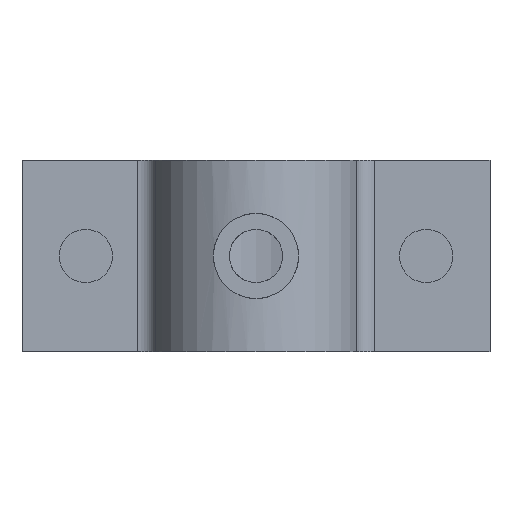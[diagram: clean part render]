
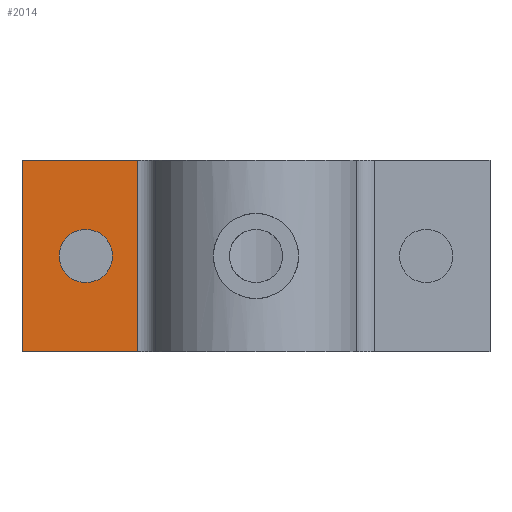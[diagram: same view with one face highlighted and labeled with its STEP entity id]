
A CAD part, front view. The second image highlights one B-rep face of the part: STEP entity #2014.
In plain terms, the highlighted planar face has unit normal (0, -1, 0).
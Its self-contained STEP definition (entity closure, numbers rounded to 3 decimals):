
#36 = ORIENTED_EDGE ( 'NONE', *, *, #1346, .F. ) ;
#46 = VERTEX_POINT ( 'NONE', #1208 ) ;
#65 = DIRECTION ( 'NONE',  ( 1., 0., 0. ) ) ;
#380 = CARTESIAN_POINT ( 'NONE',  ( -11.102, -1.25, 9. ) ) ;
#481 = VERTEX_POINT ( 'NONE', #2028 ) ;
#581 = CARTESIAN_POINT ( 'NONE',  ( -11.102, -1.25, -9. ) ) ;
#602 = VECTOR ( 'NONE', #819, 1000. ) ;
#715 = VECTOR ( 'NONE', #2481, 1000. ) ;
#759 = ORIENTED_EDGE ( 'NONE', *, *, #1327, .T. ) ;
#819 = DIRECTION ( 'NONE',  ( -1., 0., 0. ) ) ;
#828 = FACE_OUTER_BOUND ( 'NONE', #1420, .T. ) ;
#889 = CARTESIAN_POINT ( 'NONE',  ( -11.102, -1.25, 9. ) ) ;
#1049 = DIRECTION ( 'NONE',  ( 0., -1., 0. ) ) ;
#1141 = VECTOR ( 'NONE', #2484, 1000. ) ;
#1208 = CARTESIAN_POINT ( 'NONE',  ( -22., -1.25, 9. ) ) ;
#1307 = LINE ( 'NONE', #1922, #715 ) ;
#1327 = EDGE_CURVE ( 'NONE', #46, #2780, #2610, .T. ) ;
#1346 = EDGE_CURVE ( 'NONE', #2253, #481, #1307, .T. ) ;
#1367 = AXIS2_PLACEMENT_3D ( 'NONE', #1511, #1049, #65 ) ;
#1370 = VECTOR ( 'NONE', #1734, 1000. ) ;
#1420 = EDGE_LOOP ( 'NONE', ( #2466, #36, #2038, #759 ) ) ;
#1511 = CARTESIAN_POINT ( 'NONE',  ( -11.102, -1.25, 9. ) ) ;
#1708 = PLANE ( 'NONE',  #1367 ) ;
#1734 = DIRECTION ( 'NONE',  ( 0., 0., -1. ) ) ;
#1922 = CARTESIAN_POINT ( 'NONE',  ( -11.102, -1.25, 9. ) ) ;
#2014 = ADVANCED_FACE ( 'NONE', ( #828 ), #1708, .T. ) ;
#2028 = CARTESIAN_POINT ( 'NONE',  ( -11.102, -1.25, -9. ) ) ;
#2038 = ORIENTED_EDGE ( 'NONE', *, *, #2445, .T. ) ;
#2153 = CARTESIAN_POINT ( 'NONE',  ( -22., -1.25, -9. ) ) ;
#2253 = VERTEX_POINT ( 'NONE', #380 ) ;
#2359 = LINE ( 'NONE', #581, #602 ) ;
#2364 = LINE ( 'NONE', #889, #1141 ) ;
#2445 = EDGE_CURVE ( 'NONE', #2253, #46, #2364, .T. ) ;
#2466 = ORIENTED_EDGE ( 'NONE', *, *, #2866, .F. ) ;
#2481 = DIRECTION ( 'NONE',  ( 0., 0., -1. ) ) ;
#2484 = DIRECTION ( 'NONE',  ( -1., 0., 0. ) ) ;
#2610 = LINE ( 'NONE', #2784, #1370 ) ;
#2780 = VERTEX_POINT ( 'NONE', #2153 ) ;
#2784 = CARTESIAN_POINT ( 'NONE',  ( -22., -1.25, 9. ) ) ;
#2866 = EDGE_CURVE ( 'NONE', #481, #2780, #2359, .T. ) ;
